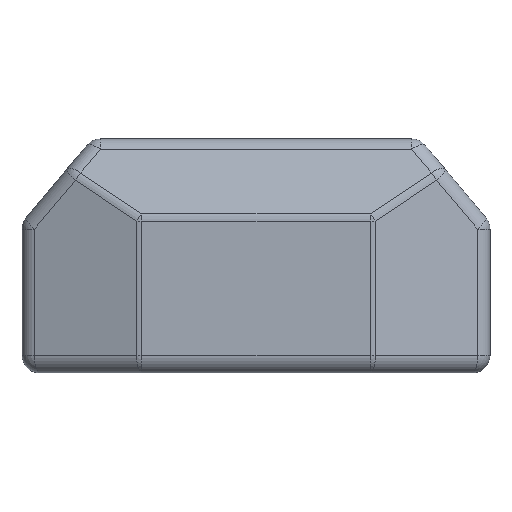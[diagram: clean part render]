
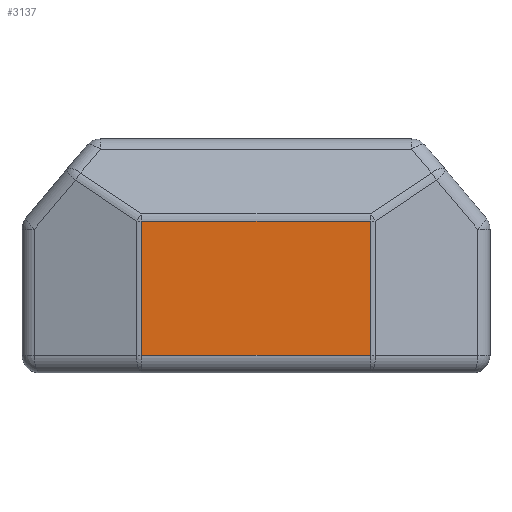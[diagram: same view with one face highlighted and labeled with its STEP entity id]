
A CAD part, front view. The second image highlights one B-rep face of the part: STEP entity #3137.
In plain terms, the highlighted planar face has unit normal (0, -1, 0).
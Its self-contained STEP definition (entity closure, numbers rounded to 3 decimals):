
#469 = FACE_OUTER_BOUND ( 'NONE', #2476, .T. ) ;
#573 = DIRECTION ( 'NONE',  ( 0., 1., 0. ) ) ;
#595 = AXIS2_PLACEMENT_3D ( 'NONE', #3788, #573, #6843 ) ;
#771 = ORIENTED_EDGE ( 'NONE', *, *, #3458, .T. ) ;
#948 = VECTOR ( 'NONE', #12289, 1000. ) ;
#1268 = ORIENTED_EDGE ( 'NONE', *, *, #2247, .T. ) ;
#1272 = CARTESIAN_POINT ( 'NONE',  ( 48.899, -15., -42.5 ) ) ;
#1374 = EDGE_CURVE ( 'NONE', #19449, #11974, #7551, .T. ) ;
#2247 = EDGE_CURVE ( 'NONE', #4811, #6230, #11905, .T. ) ;
#2344 = CARTESIAN_POINT ( 'NONE',  ( -48.899, -15., 14.898 ) ) ;
#2476 = EDGE_LOOP ( 'NONE', ( #18395, #12423, #771, #1268 ) ) ;
#2769 = CARTESIAN_POINT ( 'NONE',  ( -48.899, -15., 0. ) ) ;
#3137 = ADVANCED_FACE ( 'NONE', ( #469 ), #3870, .F. ) ;
#3458 = EDGE_CURVE ( 'NONE', #11974, #4811, #9553, .T. ) ;
#3788 = CARTESIAN_POINT ( 'NONE',  ( 0., -15., 0. ) ) ;
#3870 = PLANE ( 'NONE',  #595 ) ;
#4124 = EDGE_CURVE ( 'NONE', #6230, #19449, #7563, .T. ) ;
#4811 = VERTEX_POINT ( 'NONE', #6397 ) ;
#5727 = CARTESIAN_POINT ( 'NONE',  ( -48.899, -15., -42.5 ) ) ;
#6230 = VERTEX_POINT ( 'NONE', #2344 ) ;
#6397 = CARTESIAN_POINT ( 'NONE',  ( 48.899, -15., 14.898 ) ) ;
#6575 = DIRECTION ( 'NONE',  ( 1., 0., 0. ) ) ;
#6843 = DIRECTION ( 'NONE',  ( 0., 0., 1. ) ) ;
#7551 = LINE ( 'NONE', #15739, #13012 ) ;
#7563 = LINE ( 'NONE', #2769, #948 ) ;
#9553 = LINE ( 'NONE', #15599, #17615 ) ;
#11905 = LINE ( 'NONE', #16447, #12374 ) ;
#11974 = VERTEX_POINT ( 'NONE', #1272 ) ;
#12289 = DIRECTION ( 'NONE',  ( 0., 0., -1. ) ) ;
#12374 = VECTOR ( 'NONE', #19151, 1000. ) ;
#12423 = ORIENTED_EDGE ( 'NONE', *, *, #1374, .T. ) ;
#13012 = VECTOR ( 'NONE', #6575, 1000. ) ;
#14129 = DIRECTION ( 'NONE',  ( 0., 0., 1. ) ) ;
#15599 = CARTESIAN_POINT ( 'NONE',  ( 48.899, -15., 0. ) ) ;
#15739 = CARTESIAN_POINT ( 'NONE',  ( 0., -15., -42.5 ) ) ;
#16447 = CARTESIAN_POINT ( 'NONE',  ( 0., -15., 14.898 ) ) ;
#17615 = VECTOR ( 'NONE', #14129, 1000. ) ;
#18395 = ORIENTED_EDGE ( 'NONE', *, *, #4124, .T. ) ;
#19151 = DIRECTION ( 'NONE',  ( -1., 0., 0. ) ) ;
#19449 = VERTEX_POINT ( 'NONE', #5727 ) ;
